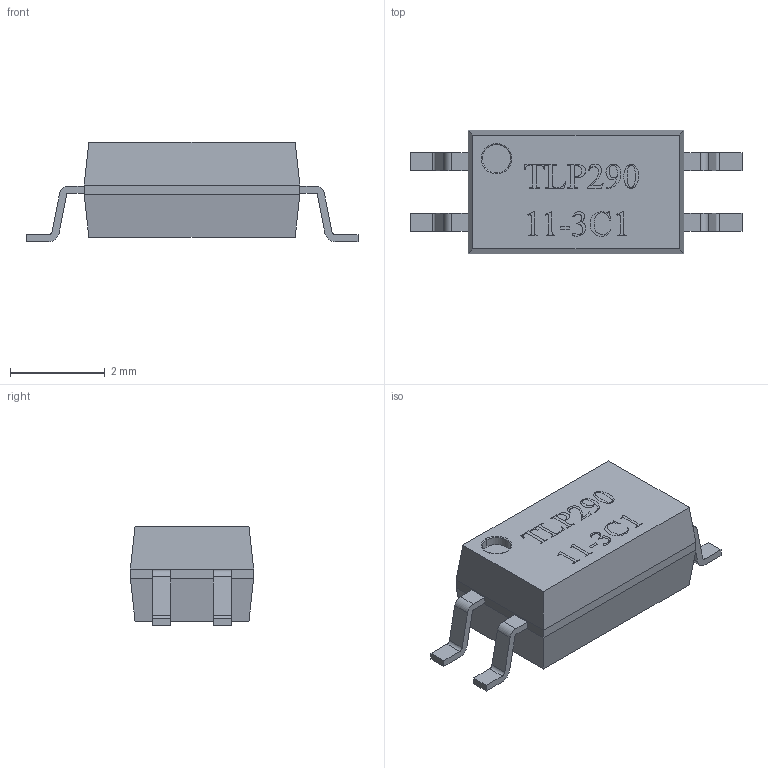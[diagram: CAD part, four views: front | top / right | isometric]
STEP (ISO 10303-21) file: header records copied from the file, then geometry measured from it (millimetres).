
FILE_DESCRIPTION(('FreeCAD Model'),'2;1');
FILE_NAME('User Library-TLP290.step', '2020-01-19T18:51:23',('kicad StepUp'),('ksu MCAD'), 'Open CASCADE STEP processor 7.3','FreeCAD','Unknown');
FILE_SCHEMA(('AUTOMOTIVE_DESIGN { 1 0 10303 214 1 1 1 1 }'));
Length unit declared in the file: millimetre
Products named in the file (1): User_Library-TLP290
Bounding box: 7 x 2.6 x 2.1 mm (x, y, z)
Volume: 22.8 mm3; surface area: 57.7 mm2
Topology: 1 solids, 1 shells, 86 faces, 377 edges, 313 vertices
Faces by surface type: plane 66, cylinder 18, torus 2
Entity records: 5779 total; most frequent: CARTESIAN_POINT 2129, ORIENTED_EDGE 754, DIRECTION 476, EDGE_CURVE 377, VERTEX_POINT 313, LINE 222, VECTOR 222, AXIS2_PLACEMENT_3D 127
